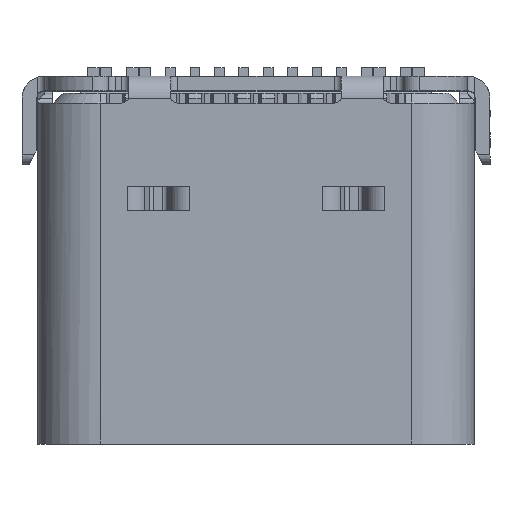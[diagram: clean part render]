
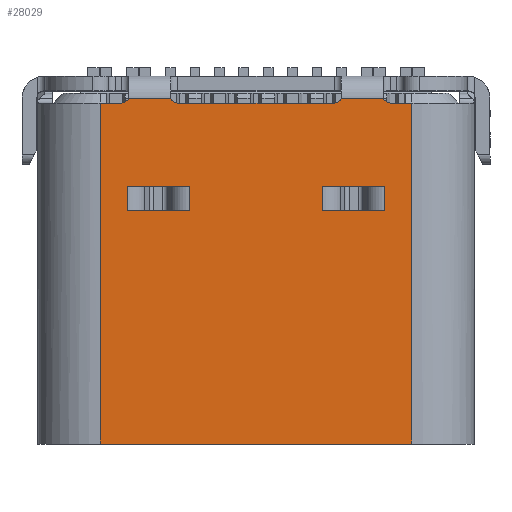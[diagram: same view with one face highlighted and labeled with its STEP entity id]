
A CAD part, top view. The second image highlights one B-rep face of the part: STEP entity #28029.
In plain terms, the highlighted planar face has unit normal (0, 0, 1).
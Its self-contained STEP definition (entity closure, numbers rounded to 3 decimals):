
#3125 = VERTEX_POINT('',#3126);
#3126 = CARTESIAN_POINT('',(-2.619,7.08,
    3.27));
#3134 = EDGE_CURVE('',#3135,#3125,#3137,.T.);
#3135 = VERTEX_POINT('',#3136);
#3136 = CARTESIAN_POINT('',(-1.751,7.08,
    3.27));
#3137 = LINE('',#3138,#3139);
#3138 = CARTESIAN_POINT('',(-4.18,7.08,3.27
    ));
#3139 = VECTOR('',#3140,1.);
#3140 = DIRECTION('',(-1.,0.,0.));
#3176 = EDGE_CURVE('',#3125,#3177,#3179,.T.);
#3177 = VERTEX_POINT('',#3178);
#3178 = CARTESIAN_POINT('',(-2.76,6.98,3.27)
  );
#3179 = CIRCLE('',#3180,0.15);
#3180 = AXIS2_PLACEMENT_3D('',#3181,#3182,#3183);
#3181 = CARTESIAN_POINT('',(-2.76,7.13,3.27
    ));
#3182 = DIRECTION('',(0.,0.,-1.));
#3183 = DIRECTION('',(1.,0.,0.));
#5301 = EDGE_CURVE('',#5302,#5304,#5306,.T.);
#5302 = VERTEX_POINT('',#5303);
#5303 = CARTESIAN_POINT('',(1.731,7.08,3.27
    ));
#5304 = VERTEX_POINT('',#5305);
#5305 = CARTESIAN_POINT('',(1.59,6.98,3.27));
#5306 = CIRCLE('',#5307,0.15);
#5307 = AXIS2_PLACEMENT_3D('',#5308,#5309,#5310);
#5308 = CARTESIAN_POINT('',(1.59,7.13,3.27)
  );
#5309 = DIRECTION('',(0.,0.,-1.));
#5310 = DIRECTION('',(1.,0.,0.));
#13657 = VERTEX_POINT('',#13658);
#13658 = CARTESIAN_POINT('',(-1.61,6.98,3.27)
  );
#13664 = EDGE_CURVE('',#13657,#3135,#13665,.T.);
#13665 = CIRCLE('',#13666,0.15);
#13666 = AXIS2_PLACEMENT_3D('',#13667,#13668,#13669);
#13667 = CARTESIAN_POINT('',(-1.61,7.13,
    3.27));
#13668 = DIRECTION('',(0.,0.,-1.));
#13669 = DIRECTION('',(1.,0.,0.));
#16297 = VERTEX_POINT('',#16298);
#16298 = CARTESIAN_POINT('',(2.74,6.98,3.27)
  );
#16304 = EDGE_CURVE('',#16297,#16305,#16307,.T.);
#16305 = VERTEX_POINT('',#16306);
#16306 = CARTESIAN_POINT('',(2.599,7.08,
    3.27));
#16307 = CIRCLE('',#16308,0.15);
#16308 = AXIS2_PLACEMENT_3D('',#16309,#16310,#16311);
#16309 = CARTESIAN_POINT('',(2.74,7.13,3.27
    ));
#16310 = DIRECTION('',(0.,0.,-1.));
#16311 = DIRECTION('',(1.,0.,0.));
#18306 = VERTEX_POINT('',#18307);
#18307 = CARTESIAN_POINT('',(-2.65,5.28,
    3.27));
#18339 = VERTEX_POINT('',#18340);
#18340 = CARTESIAN_POINT('',(-1.37,5.28,
    3.27));
#18347 = EDGE_CURVE('',#18306,#18339,#18348,.T.);
#18348 = LINE('',#18349,#18350);
#18349 = CARTESIAN_POINT('',(-4.18,5.28,
    3.27));
#18350 = VECTOR('',#18351,1.);
#18351 = DIRECTION('',(1.,0.,0.));
#18434 = EDGE_CURVE('',#18435,#18306,#18437,.T.);
#18435 = VERTEX_POINT('',#18436);
#18436 = CARTESIAN_POINT('',(-2.65,4.78,
    3.27));
#18437 = LINE('',#18438,#18439);
#18438 = CARTESIAN_POINT('',(-2.65,7.33,
    3.27));
#18439 = VECTOR('',#18440,1.);
#18440 = DIRECTION('',(0.,1.,0.));
#20663 = EDGE_CURVE('',#20664,#18435,#20666,.T.);
#20664 = VERTEX_POINT('',#20665);
#20665 = CARTESIAN_POINT('',(-1.37,4.78,
    3.27));
#20666 = LINE('',#20667,#20668);
#20667 = CARTESIAN_POINT('',(-4.18,4.78,
    3.27));
#20668 = VECTOR('',#20669,1.);
#20669 = DIRECTION('',(-1.,0.,0.));
#23508 = VERTEX_POINT('',#23509);
#23509 = CARTESIAN_POINT('',(1.35,5.28,3.27
    ));
#23516 = EDGE_CURVE('',#23517,#23508,#23519,.T.);
#23517 = VERTEX_POINT('',#23518);
#23518 = CARTESIAN_POINT('',(1.35,4.78,3.27
    ));
#23519 = LINE('',#23520,#23521);
#23520 = CARTESIAN_POINT('',(1.35,7.33,3.27
    ));
#23521 = VECTOR('',#23522,1.);
#23522 = DIRECTION('',(0.,1.,0.));
#24237 = EDGE_CURVE('',#18339,#20664,#24238,.T.);
#24238 = LINE('',#24239,#24240);
#24239 = CARTESIAN_POINT('',(-1.37,7.33,
    3.27));
#24240 = VECTOR('',#24241,1.);
#24241 = DIRECTION('',(0.,-1.,0.));
#26276 = VERTEX_POINT('',#26277);
#26277 = CARTESIAN_POINT('',(3.18,6.98,3.27)
  );
#26284 = EDGE_CURVE('',#26285,#26276,#26287,.T.);
#26285 = VERTEX_POINT('',#26286);
#26286 = CARTESIAN_POINT('',(3.18,0.,
    3.27));
#26287 = LINE('',#26288,#26289);
#26288 = CARTESIAN_POINT('',(3.18,7.33,3.27
    ));
#26289 = VECTOR('',#26290,1.);
#26290 = DIRECTION('',(0.,1.,0.));
#26432 = EDGE_CURVE('',#26433,#26435,#26437,.T.);
#26433 = VERTEX_POINT('',#26434);
#26434 = CARTESIAN_POINT('',(2.63,5.28,3.27
    ));
#26435 = VERTEX_POINT('',#26436);
#26436 = CARTESIAN_POINT('',(2.63,4.78,3.27
    ));
#26437 = LINE('',#26438,#26439);
#26438 = CARTESIAN_POINT('',(2.63,7.33,3.27
    ));
#26439 = VECTOR('',#26440,1.);
#26440 = DIRECTION('',(0.,-1.,0.));
#27590 = EDGE_CURVE('',#27591,#26285,#27593,.T.);
#27591 = VERTEX_POINT('',#27592);
#27592 = CARTESIAN_POINT('',(-3.2,0.,
    3.27));
#27593 = LINE('',#27594,#27595);
#27594 = CARTESIAN_POINT('',(-4.18,0.,
    3.27));
#27595 = VECTOR('',#27596,1.);
#27596 = DIRECTION('',(1.,0.,0.));
#28029 = ADVANCED_FACE('',(#28030,#28071,#28087),#28093,.T.);
#28030 = FACE_BOUND('',#28031,.T.);
#28031 = EDGE_LOOP('',(#28032,#28033,#28039,#28040,#28046,#28047,#28048,
    #28049,#28057,#28063,#28064,#28065));
#28032 = ORIENTED_EDGE('',*,*,#16304,.T.);
#28033 = ORIENTED_EDGE('',*,*,#28034,.T.);
#28034 = EDGE_CURVE('',#16305,#5302,#28035,.T.);
#28035 = LINE('',#28036,#28037);
#28036 = CARTESIAN_POINT('',(-4.18,7.08,
    3.27));
#28037 = VECTOR('',#28038,1.);
#28038 = DIRECTION('',(-1.,0.,0.));
#28039 = ORIENTED_EDGE('',*,*,#5301,.T.);
#28040 = ORIENTED_EDGE('',*,*,#28041,.T.);
#28041 = EDGE_CURVE('',#5304,#13657,#28042,.T.);
#28042 = LINE('',#28043,#28044);
#28043 = CARTESIAN_POINT('',(-4.18,6.98,
    3.27));
#28044 = VECTOR('',#28045,1.);
#28045 = DIRECTION('',(-1.,0.,0.));
#28046 = ORIENTED_EDGE('',*,*,#13664,.T.);
#28047 = ORIENTED_EDGE('',*,*,#3134,.T.);
#28048 = ORIENTED_EDGE('',*,*,#3176,.T.);
#28049 = ORIENTED_EDGE('',*,*,#28050,.T.);
#28050 = EDGE_CURVE('',#3177,#28051,#28053,.T.);
#28051 = VERTEX_POINT('',#28052);
#28052 = CARTESIAN_POINT('',(-3.2,6.98,3.27)
  );
#28053 = LINE('',#28054,#28055);
#28054 = CARTESIAN_POINT('',(-4.48,6.98,
    3.27));
#28055 = VECTOR('',#28056,1.);
#28056 = DIRECTION('',(-1.,0.,0.));
#28057 = ORIENTED_EDGE('',*,*,#28058,.T.);
#28058 = EDGE_CURVE('',#28051,#27591,#28059,.T.);
#28059 = LINE('',#28060,#28061);
#28060 = CARTESIAN_POINT('',(-3.2,7.33,
    3.27));
#28061 = VECTOR('',#28062,1.);
#28062 = DIRECTION('',(0.,-1.,0.));
#28063 = ORIENTED_EDGE('',*,*,#27590,.T.);
#28064 = ORIENTED_EDGE('',*,*,#26284,.T.);
#28065 = ORIENTED_EDGE('',*,*,#28066,.T.);
#28066 = EDGE_CURVE('',#26276,#16297,#28067,.T.);
#28067 = LINE('',#28068,#28069);
#28068 = CARTESIAN_POINT('',(-4.48,6.98,
    3.27));
#28069 = VECTOR('',#28070,1.);
#28070 = DIRECTION('',(-1.,0.,0.));
#28071 = FACE_BOUND('',#28072,.T.);
#28072 = EDGE_LOOP('',(#28073,#28079,#28080,#28086));
#28073 = ORIENTED_EDGE('',*,*,#28074,.T.);
#28074 = EDGE_CURVE('',#23508,#26433,#28075,.T.);
#28075 = LINE('',#28076,#28077);
#28076 = CARTESIAN_POINT('',(-4.18,5.28,
    3.27));
#28077 = VECTOR('',#28078,1.);
#28078 = DIRECTION('',(1.,0.,0.));
#28079 = ORIENTED_EDGE('',*,*,#26432,.T.);
#28080 = ORIENTED_EDGE('',*,*,#28081,.T.);
#28081 = EDGE_CURVE('',#26435,#23517,#28082,.T.);
#28082 = LINE('',#28083,#28084);
#28083 = CARTESIAN_POINT('',(-4.18,4.78,
    3.27));
#28084 = VECTOR('',#28085,1.);
#28085 = DIRECTION('',(-1.,0.,0.));
#28086 = ORIENTED_EDGE('',*,*,#23516,.T.);
#28087 = FACE_BOUND('',#28088,.T.);
#28088 = EDGE_LOOP('',(#28089,#28090,#28091,#28092));
#28089 = ORIENTED_EDGE('',*,*,#24237,.T.);
#28090 = ORIENTED_EDGE('',*,*,#20663,.T.);
#28091 = ORIENTED_EDGE('',*,*,#18434,.T.);
#28092 = ORIENTED_EDGE('',*,*,#18347,.T.);
#28093 = PLANE('',#28094);
#28094 = AXIS2_PLACEMENT_3D('',#28095,#28096,#28097);
#28095 = CARTESIAN_POINT('',(-4.18,7.33,3.27)
  );
#28096 = DIRECTION('',(0.,0.,1.));
#28097 = DIRECTION('',(0.,1.,0.));
